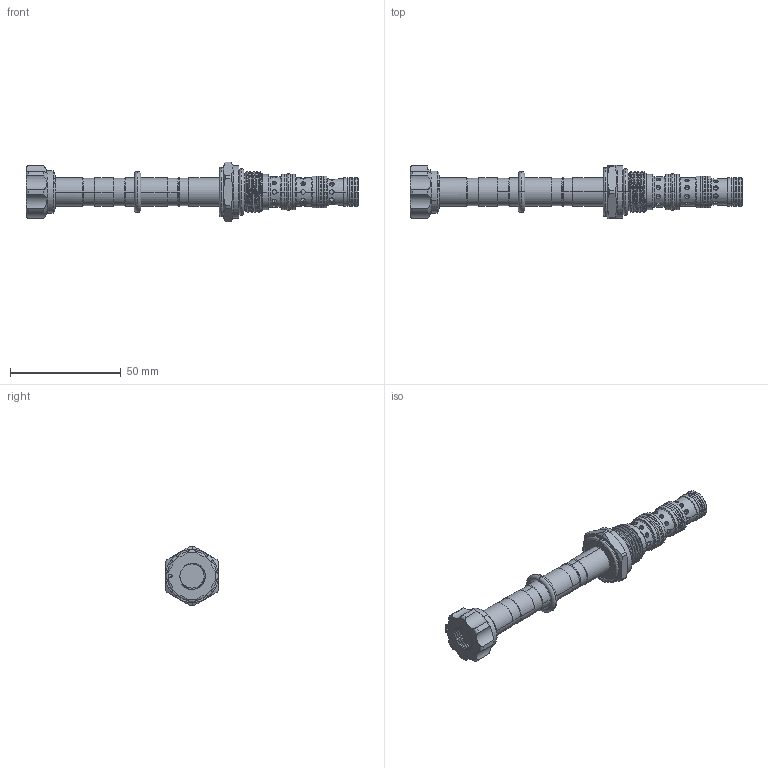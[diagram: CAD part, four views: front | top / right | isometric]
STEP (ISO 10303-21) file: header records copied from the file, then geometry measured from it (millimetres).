
FILE_DESCRIPTION (( 'STEP AP203' ), '1' );
FILE_NAME ('ES08W4A24N04.STEP', '2020-04-10T02:01:56', ( '' ), ( '' ), 'SwSTEP 2.0', 'SolidWorks 2018', '' );
FILE_SCHEMA (( 'CONFIG_CONTROL_DESIGN' ));
Length unit declared in the file: millimetre
Products named in the file (1): ES08W4A24N04
Bounding box: 149.9 x 24 x 27 mm (x, y, z)
Volume: 25891.3 mm3; surface area: 12772.6 mm2
Topology: 9 solids, 9 shells, 354 faces, 796 edges, 498 vertices
Faces by surface type: cylinder 214, torus 58, plane 40, cone 38, bspline 4
Entity records: 15613 total; most frequent: CARTESIAN_POINT 7786, DIRECTION 1629, ORIENTED_EDGE 1592, EDGE_CURVE 796, AXIS2_PLACEMENT_3D 699, VERTEX_POINT 498, EDGE_LOOP 410, ADVANCED_FACE 354
